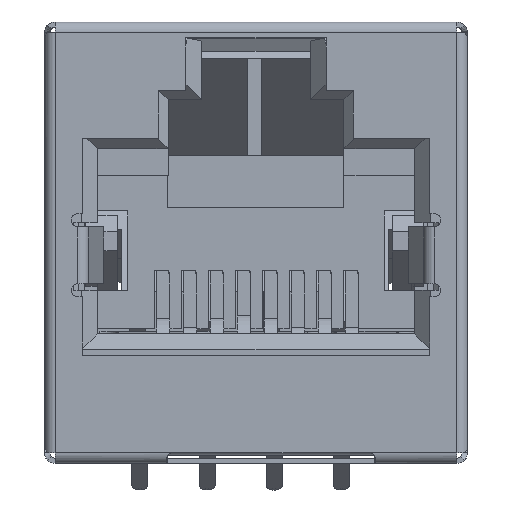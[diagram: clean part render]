
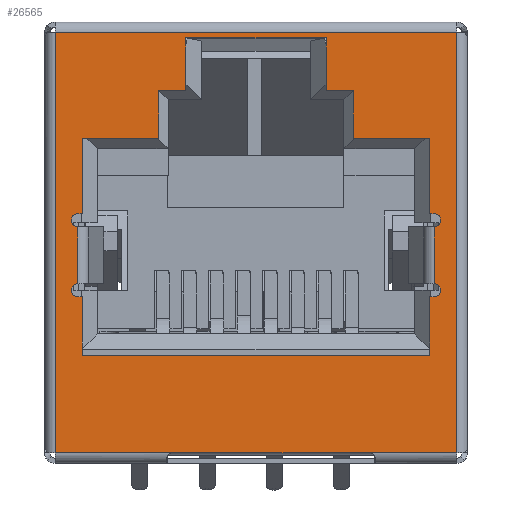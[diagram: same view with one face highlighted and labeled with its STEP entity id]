
A CAD part, front view. The second image highlights one B-rep face of the part: STEP entity #26565.
In plain terms, the highlighted face is planar.
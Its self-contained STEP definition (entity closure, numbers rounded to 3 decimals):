
#785=CIRCLE('',#30000,0.25);
#786=CIRCLE('',#30001,0.25);
#787=CIRCLE('',#30002,0.25);
#788=CIRCLE('',#30003,0.25);
#4279=ORIENTED_EDGE('',*,*,#10645,.T.);
#4280=ORIENTED_EDGE('',*,*,#10646,.F.);
#4281=ORIENTED_EDGE('',*,*,#10647,.F.);
#4282=ORIENTED_EDGE('',*,*,#10648,.F.);
#4283=ORIENTED_EDGE('',*,*,#10649,.F.);
#4284=ORIENTED_EDGE('',*,*,#10650,.T.);
#4285=ORIENTED_EDGE('',*,*,#10651,.F.);
#4286=ORIENTED_EDGE('',*,*,#10652,.T.);
#4287=ORIENTED_EDGE('',*,*,#10653,.T.);
#4288=ORIENTED_EDGE('',*,*,#10654,.T.);
#4289=ORIENTED_EDGE('',*,*,#10655,.T.);
#4290=ORIENTED_EDGE('',*,*,#10656,.T.);
#4291=ORIENTED_EDGE('',*,*,#10657,.T.);
#4292=ORIENTED_EDGE('',*,*,#10658,.F.);
#4293=ORIENTED_EDGE('',*,*,#10659,.F.);
#4294=ORIENTED_EDGE('',*,*,#10660,.T.);
#4295=ORIENTED_EDGE('',*,*,#10661,.T.);
#4296=ORIENTED_EDGE('',*,*,#10662,.T.);
#4297=ORIENTED_EDGE('',*,*,#10663,.T.);
#4298=ORIENTED_EDGE('',*,*,#10664,.T.);
#4299=ORIENTED_EDGE('',*,*,#10665,.T.);
#4300=ORIENTED_EDGE('',*,*,#10666,.T.);
#4301=ORIENTED_EDGE('',*,*,#10667,.T.);
#4302=ORIENTED_EDGE('',*,*,#10668,.T.);
#4303=ORIENTED_EDGE('',*,*,#10669,.T.);
#4304=ORIENTED_EDGE('',*,*,#10670,.T.);
#4305=ORIENTED_EDGE('',*,*,#10671,.T.);
#4306=ORIENTED_EDGE('',*,*,#10672,.T.);
#4307=ORIENTED_EDGE('',*,*,#10673,.T.);
#4308=ORIENTED_EDGE('',*,*,#10674,.F.);
#10645=EDGE_CURVE('',#14052,#14053,#16839,.T.);
#10646=EDGE_CURVE('',#14054,#14053,#16840,.T.);
#10647=EDGE_CURVE('',#14055,#14054,#16841,.T.);
#10648=EDGE_CURVE('',#14050,#14055,#16842,.T.);
#10649=EDGE_CURVE('',#14027,#14050,#16843,.T.);
#10650=EDGE_CURVE('',#14027,#14052,#16844,.T.);
#10651=EDGE_CURVE('',#14056,#14057,#785,.T.);
#10652=EDGE_CURVE('',#14056,#14058,#16845,.T.);
#10653=EDGE_CURVE('',#14058,#14059,#786,.T.);
#10654=EDGE_CURVE('',#14059,#14060,#16846,.T.);
#10655=EDGE_CURVE('',#14060,#14061,#16847,.T.);
#10656=EDGE_CURVE('',#14061,#14062,#16848,.T.);
#10657=EDGE_CURVE('',#14062,#14063,#16849,.T.);
#10658=EDGE_CURVE('',#14064,#14063,#16850,.T.);
#10659=EDGE_CURVE('',#14065,#14064,#787,.T.);
#10660=EDGE_CURVE('',#14065,#14066,#16851,.T.);
#10661=EDGE_CURVE('',#14066,#14067,#788,.T.);
#10662=EDGE_CURVE('',#14067,#14068,#16852,.T.);
#10663=EDGE_CURVE('',#14068,#14069,#16853,.T.);
#10664=EDGE_CURVE('',#14069,#14070,#16854,.T.);
#10665=EDGE_CURVE('',#14070,#14071,#16855,.T.);
#10666=EDGE_CURVE('',#14071,#14072,#16856,.T.);
#10667=EDGE_CURVE('',#14072,#14073,#16857,.T.);
#10668=EDGE_CURVE('',#14073,#14074,#16858,.T.);
#10669=EDGE_CURVE('',#14074,#14075,#16859,.T.);
#10670=EDGE_CURVE('',#14075,#14076,#16860,.T.);
#10671=EDGE_CURVE('',#14076,#14077,#16861,.T.);
#10672=EDGE_CURVE('',#14077,#14078,#16862,.T.);
#10673=EDGE_CURVE('',#14078,#14079,#16863,.T.);
#10674=EDGE_CURVE('',#14057,#14079,#16864,.T.);
#14027=VERTEX_POINT('',#41992);
#14050=VERTEX_POINT('',#42041);
#14052=VERTEX_POINT('',#42047);
#14053=VERTEX_POINT('',#42048);
#14054=VERTEX_POINT('',#42050);
#14055=VERTEX_POINT('',#42052);
#14056=VERTEX_POINT('',#42057);
#14057=VERTEX_POINT('',#42058);
#14058=VERTEX_POINT('',#42060);
#14059=VERTEX_POINT('',#42062);
#14060=VERTEX_POINT('',#42064);
#14061=VERTEX_POINT('',#42066);
#14062=VERTEX_POINT('',#42068);
#14063=VERTEX_POINT('',#42070);
#14064=VERTEX_POINT('',#42072);
#14065=VERTEX_POINT('',#42074);
#14066=VERTEX_POINT('',#42076);
#14067=VERTEX_POINT('',#42078);
#14068=VERTEX_POINT('',#42080);
#14069=VERTEX_POINT('',#42082);
#14070=VERTEX_POINT('',#42084);
#14071=VERTEX_POINT('',#42086);
#14072=VERTEX_POINT('',#42088);
#14073=VERTEX_POINT('',#42090);
#14074=VERTEX_POINT('',#42092);
#14075=VERTEX_POINT('',#42094);
#14076=VERTEX_POINT('',#42096);
#14077=VERTEX_POINT('',#42098);
#14078=VERTEX_POINT('',#42100);
#14079=VERTEX_POINT('',#42102);
#16839=LINE('',#42046,#20102);
#16840=LINE('',#42049,#20103);
#16841=LINE('',#42051,#20104);
#16842=LINE('',#42053,#20105);
#16843=LINE('',#42054,#20106);
#16844=LINE('',#42055,#20107);
#16845=LINE('',#42059,#20108);
#16846=LINE('',#42063,#20109);
#16847=LINE('',#42065,#20110);
#16848=LINE('',#42067,#20111);
#16849=LINE('',#42069,#20112);
#16850=LINE('',#42071,#20113);
#16851=LINE('',#42075,#20114);
#16852=LINE('',#42079,#20115);
#16853=LINE('',#42081,#20116);
#16854=LINE('',#42083,#20117);
#16855=LINE('',#42085,#20118);
#16856=LINE('',#42087,#20119);
#16857=LINE('',#42089,#20120);
#16858=LINE('',#42091,#20121);
#16859=LINE('',#42093,#20122);
#16860=LINE('',#42095,#20123);
#16861=LINE('',#42097,#20124);
#16862=LINE('',#42099,#20125);
#16863=LINE('',#42101,#20126);
#16864=LINE('',#42103,#20127);
#20102=VECTOR('',#34284,1000.);
#20103=VECTOR('',#34285,1000.);
#20104=VECTOR('',#34286,1000.);
#20105=VECTOR('',#34287,1000.);
#20106=VECTOR('',#34288,1000.);
#20107=VECTOR('',#34289,1000.);
#20108=VECTOR('',#34292,1000.);
#20109=VECTOR('',#34295,1000.);
#20110=VECTOR('',#34296,1000.);
#20111=VECTOR('',#34297,1000.);
#20112=VECTOR('',#34298,1000.);
#20113=VECTOR('',#34299,1000.);
#20114=VECTOR('',#34302,1000.);
#20115=VECTOR('',#34305,1000.);
#20116=VECTOR('',#34306,1000.);
#20117=VECTOR('',#34307,1000.);
#20118=VECTOR('',#34308,1000.);
#20119=VECTOR('',#34309,1000.);
#20120=VECTOR('',#34310,1000.);
#20121=VECTOR('',#34311,1000.);
#20122=VECTOR('',#34312,1000.);
#20123=VECTOR('',#34313,1000.);
#20124=VECTOR('',#34314,1000.);
#20125=VECTOR('',#34315,1000.);
#20126=VECTOR('',#34316,1000.);
#20127=VECTOR('',#34317,1000.);
#22456=EDGE_LOOP('',(#4279,#4280,#4281,#4282,#4283,#4284));
#22457=EDGE_LOOP('',(#4285,#4286,#4287,#4288,#4289,#4290,#4291,#4292,#4293,
#4294,#4295,#4296,#4297,#4298,#4299,#4300,#4301,#4302,#4303,#4304,#4305,
#4306,#4307,#4308));
#24001=FACE_BOUND('',#22456,.T.);
#24002=FACE_BOUND('',#22457,.T.);
#25401=PLANE('',#29999);
#26565=ADVANCED_FACE('',(#24001,#24002),#25401,.F.);
#29999=AXIS2_PLACEMENT_3D('',#42045,#34282,#34283);
#30000=AXIS2_PLACEMENT_3D('',#42056,#34290,#34291);
#30001=AXIS2_PLACEMENT_3D('',#42061,#34293,#34294);
#30002=AXIS2_PLACEMENT_3D('',#42073,#34300,#34301);
#30003=AXIS2_PLACEMENT_3D('',#42077,#34303,#34304);
#34282=DIRECTION('',(-1.,0.,0.));
#34283=DIRECTION('',(0.,0.,1.));
#34284=DIRECTION('',(0.,0.,-1.));
#34285=DIRECTION('',(0.,-1.,0.));
#34286=DIRECTION('',(0.,-1.,0.));
#34287=DIRECTION('',(0.,-1.,0.));
#34288=DIRECTION('',(0.,0.,-1.));
#34289=DIRECTION('',(0.,-1.,0.));
#34290=DIRECTION('',(1.,0.,0.));
#34291=DIRECTION('',(0.,0.,-1.));
#34292=DIRECTION('',(0.,0.,-1.));
#34293=DIRECTION('',(-1.,0.,0.));
#34294=DIRECTION('',(0.,0.,1.));
#34295=DIRECTION('',(0.,-1.,0.));
#34296=DIRECTION('',(0.,0.,-1.));
#34297=DIRECTION('',(0.,-1.,0.));
#34298=DIRECTION('',(0.,0.,1.));
#34299=DIRECTION('',(0.,1.,0.));
#34300=DIRECTION('',(1.,0.,0.));
#34301=DIRECTION('',(0.,0.,1.));
#34302=DIRECTION('',(0.,0.,1.));
#34303=DIRECTION('',(-1.,0.,0.));
#34304=DIRECTION('',(0.,0.,-1.));
#34305=DIRECTION('',(0.,1.,0.));
#34306=DIRECTION('',(0.,0.,1.));
#34307=DIRECTION('',(0.,1.,0.));
#34308=DIRECTION('',(0.,0.,1.));
#34309=DIRECTION('',(0.,1.,0.));
#34310=DIRECTION('',(0.,0.,1.));
#34311=DIRECTION('',(0.,1.,0.));
#34312=DIRECTION('',(0.,0.,-1.));
#34313=DIRECTION('',(0.,1.,0.));
#34314=DIRECTION('',(0.,0.,-1.));
#34315=DIRECTION('',(0.,1.,0.));
#34316=DIRECTION('',(0.,0.,-1.));
#34317=DIRECTION('',(0.,-1.,0.));
#41992=CARTESIAN_POINT('',(8.205,7.6,7.95));
#42041=CARTESIAN_POINT('',(8.205,7.6,-7.95));
#42045=CARTESIAN_POINT('',(8.205,7.6,7.95));
#42046=CARTESIAN_POINT('',(8.205,-7.6,7.95));
#42047=CARTESIAN_POINT('',(8.205,-7.6,7.95));
#42048=CARTESIAN_POINT('',(8.205,-7.6,-7.95));
#42049=CARTESIAN_POINT('',(8.205,7.6,-7.95));
#42050=CARTESIAN_POINT('',(8.205,-3.183,-7.95));
#42051=CARTESIAN_POINT('',(8.205,7.6,-7.95));
#42052=CARTESIAN_POINT('',(8.205,4.317,-7.95));
#42053=CARTESIAN_POINT('',(8.205,7.6,-7.95));
#42054=CARTESIAN_POINT('',(8.205,7.6,7.95));
#42055=CARTESIAN_POINT('',(8.205,7.6,7.95));
#42056=CARTESIAN_POINT('',(8.205,6.739,0.85));
#42057=CARTESIAN_POINT('',(8.205,6.739,0.6));
#42058=CARTESIAN_POINT('',(8.205,6.739,1.1));
#42059=CARTESIAN_POINT('',(8.205,6.739,0.6));
#42060=CARTESIAN_POINT('',(8.205,6.739,-1.55));
#42061=CARTESIAN_POINT('',(8.205,6.739,-1.8));
#42062=CARTESIAN_POINT('',(8.205,6.739,-2.05));
#42063=CARTESIAN_POINT('',(8.205,6.575,-2.05));
#42064=CARTESIAN_POINT('',(8.205,6.575,-2.05));
#42065=CARTESIAN_POINT('',(8.205,6.575,7.95));
#42066=CARTESIAN_POINT('',(8.205,6.575,-4.25));
#42067=CARTESIAN_POINT('',(8.205,7.6,-4.25));
#42068=CARTESIAN_POINT('',(8.205,-6.575,-4.25));
#42069=CARTESIAN_POINT('',(8.205,-6.575,7.95));
#42070=CARTESIAN_POINT('',(8.205,-6.575,-2.05));
#42071=CARTESIAN_POINT('',(8.205,-6.575,-2.05));
#42072=CARTESIAN_POINT('',(8.205,-6.739,-2.05));
#42073=CARTESIAN_POINT('',(8.205,-6.739,-1.8));
#42074=CARTESIAN_POINT('',(8.205,-6.739,-1.55));
#42075=CARTESIAN_POINT('',(8.205,-6.739,-1.55));
#42076=CARTESIAN_POINT('',(8.205,-6.739,0.6));
#42077=CARTESIAN_POINT('',(8.205,-6.739,0.85));
#42078=CARTESIAN_POINT('',(8.205,-6.739,1.1));
#42079=CARTESIAN_POINT('',(8.205,-6.575,1.1));
#42080=CARTESIAN_POINT('',(8.205,-6.575,1.1));
#42081=CARTESIAN_POINT('',(8.205,-6.575,7.95));
#42082=CARTESIAN_POINT('',(8.205,-6.575,3.95));
#42083=CARTESIAN_POINT('',(8.205,7.6,3.95));
#42084=CARTESIAN_POINT('',(8.205,-3.675,3.95));
#42085=CARTESIAN_POINT('',(8.205,-3.675,7.95));
#42086=CARTESIAN_POINT('',(8.205,-3.675,5.75));
#42087=CARTESIAN_POINT('',(8.205,7.6,5.75));
#42088=CARTESIAN_POINT('',(8.205,-2.65,5.75));
#42089=CARTESIAN_POINT('',(8.205,-2.65,7.95));
#42090=CARTESIAN_POINT('',(8.205,-2.65,7.75));
#42091=CARTESIAN_POINT('',(8.205,7.6,7.75));
#42092=CARTESIAN_POINT('',(8.205,2.65,7.75));
#42093=CARTESIAN_POINT('',(8.205,2.65,7.95));
#42094=CARTESIAN_POINT('',(8.205,2.65,5.75));
#42095=CARTESIAN_POINT('',(8.205,7.6,5.75));
#42096=CARTESIAN_POINT('',(8.205,3.675,5.75));
#42097=CARTESIAN_POINT('',(8.205,3.675,7.95));
#42098=CARTESIAN_POINT('',(8.205,3.675,3.95));
#42099=CARTESIAN_POINT('',(8.205,7.6,3.95));
#42100=CARTESIAN_POINT('',(8.205,6.575,3.95));
#42101=CARTESIAN_POINT('',(8.205,6.575,7.95));
#42102=CARTESIAN_POINT('',(8.205,6.575,1.1));
#42103=CARTESIAN_POINT('',(8.205,6.575,1.1));
